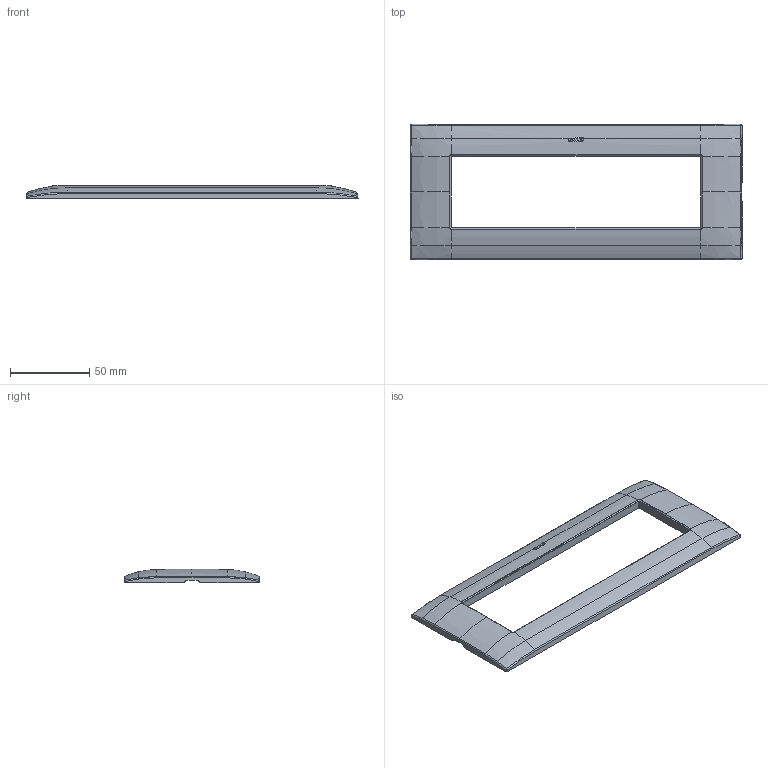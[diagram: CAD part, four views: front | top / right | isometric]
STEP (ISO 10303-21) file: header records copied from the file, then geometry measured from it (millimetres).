
FILE_DESCRIPTION(('CATIA V5 STEP Exchange'),'2;1');
FILE_NAME('44PJ07ALS.stp','2025-02-18T15:35:44+00:00',('none'),('none'),'CATIA Version 5-6 Release 2016 SP6','CATIA V5 STEP AP203','none');
FILE_SCHEMA(('CONFIG_CONTROL_DESIGN'));
Length unit declared in the file: millimetre
Products named in the file (1): DR8140@
Bounding box: 210 x 86 x 8.79 mm (x, y, z)
Volume: 24636.2 mm3; surface area: 29912 mm2
Topology: 1 solids, 1 shells, 2161 faces, 5687 edges, 3476 vertices
Faces by surface type: plane 1114, cylinder 609, bspline 347, extrusion 38, sphere 24, torus 18, revolution 11
Entity records: 123147 total; most frequent: CARTESIAN_POINT 78985, ORIENTED_EDGE 11158, DIRECTION 5639, EDGE_CURVE 5579, VERTEX_POINT 3476, B_SPLINE_CURVE_WITH_KNOTS 2770, VECTOR 2365, LINE 2327
